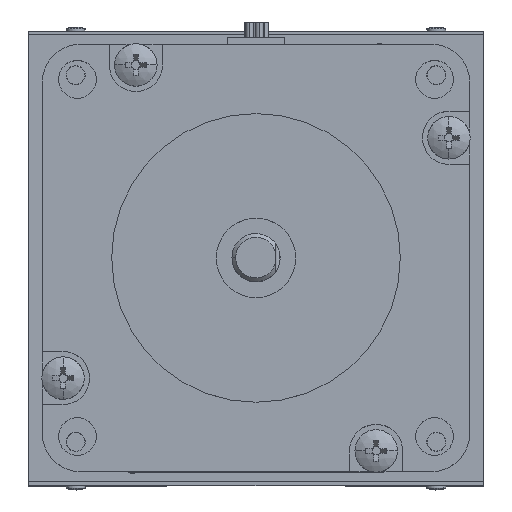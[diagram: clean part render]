
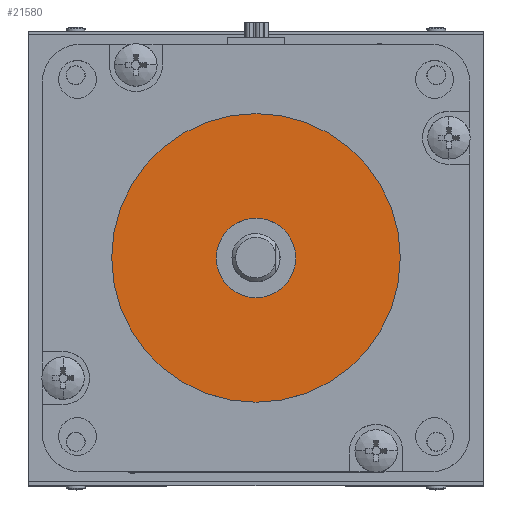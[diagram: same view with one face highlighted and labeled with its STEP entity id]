
A CAD part, top view. The second image highlights one B-rep face of the part: STEP entity #21580.
In plain terms, the highlighted planar face has unit normal (0, 0, 1).
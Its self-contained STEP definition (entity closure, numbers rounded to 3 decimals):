
#319 = DIRECTION ( 'NONE',  ( -1., 0., 0. ) ) ;
#2059 = EDGE_CURVE ( 'NONE', #26336, #27093, #13555, .T. ) ;
#2147 = CARTESIAN_POINT ( 'NONE',  ( 0., 0., 42.6 ) ) ;
#2627 = EDGE_LOOP ( 'NONE', ( #18691, #26948 ) ) ;
#3219 = EDGE_LOOP ( 'NONE', ( #17556, #16498 ) ) ;
#3464 = AXIS2_PLACEMENT_3D ( 'NONE', #14150, #21059, #14438 ) ;
#3480 = AXIS2_PLACEMENT_3D ( 'NONE', #21579, #10511, #12520 ) ;
#4004 = DIRECTION ( 'NONE',  ( 1., 0., 0. ) ) ;
#5117 = CARTESIAN_POINT ( 'NONE',  ( -19.05, 0., 42.6 ) ) ;
#6595 = FACE_OUTER_BOUND ( 'NONE', #3219, .T. ) ;
#6955 = DIRECTION ( 'NONE',  ( -1., 0., 0. ) ) ;
#8522 = AXIS2_PLACEMENT_3D ( 'NONE', #15544, #20287, #6955 ) ;
#10511 = DIRECTION ( 'NONE',  ( 0., 0., -1. ) ) ;
#10625 = EDGE_CURVE ( 'NONE', #21874, #15400, #16329, .T. ) ;
#11612 = CARTESIAN_POINT ( 'NONE',  ( 0., 0., 42.6 ) ) ;
#12520 = DIRECTION ( 'NONE',  ( 1., 0., 0. ) ) ;
#12882 = EDGE_CURVE ( 'NONE', #27093, #26336, #15385, .T. ) ;
#13555 = CIRCLE ( 'NONE', #3480, 19.05 ) ;
#13797 = CARTESIAN_POINT ( 'NONE',  ( 5.25, 0., 42.6 ) ) ;
#14150 = CARTESIAN_POINT ( 'NONE',  ( 0., 0., 42.6 ) ) ;
#14438 = DIRECTION ( 'NONE',  ( 1., 0., 0. ) ) ;
#15364 = CIRCLE ( 'NONE', #27274, 5.25 ) ;
#15385 = CIRCLE ( 'NONE', #3464, 19.05 ) ;
#15400 = VERTEX_POINT ( 'NONE', #16641 ) ;
#15544 = CARTESIAN_POINT ( 'NONE',  ( 0., 0., 42.6 ) ) ;
#16329 = CIRCLE ( 'NONE', #8522, 5.25 ) ;
#16498 = ORIENTED_EDGE ( 'NONE', *, *, #2059, .F. ) ;
#16641 = CARTESIAN_POINT ( 'NONE',  ( -5.25, 0., 42.6 ) ) ;
#17062 = DIRECTION ( 'NONE',  ( 0., 0., 1. ) ) ;
#17556 = ORIENTED_EDGE ( 'NONE', *, *, #12882, .F. ) ;
#18691 = ORIENTED_EDGE ( 'NONE', *, *, #21299, .T. ) ;
#19330 = AXIS2_PLACEMENT_3D ( 'NONE', #2147, #17062, #4004 ) ;
#20287 = DIRECTION ( 'NONE',  ( 0., 0., -1. ) ) ;
#21059 = DIRECTION ( 'NONE',  ( 0., 0., -1. ) ) ;
#21299 = EDGE_CURVE ( 'NONE', #15400, #21874, #15364, .T. ) ;
#21579 = CARTESIAN_POINT ( 'NONE',  ( 0., 0., 42.6 ) ) ;
#21580 = ADVANCED_FACE ( 'NONE', ( #23659, #6595 ), #27817, .T. ) ;
#21641 = CARTESIAN_POINT ( 'NONE',  ( 19.05, 0., 42.6 ) ) ;
#21874 = VERTEX_POINT ( 'NONE', #13797 ) ;
#23659 = FACE_BOUND ( 'NONE', #2627, .T. ) ;
#24535 = DIRECTION ( 'NONE',  ( 0., 0., -1. ) ) ;
#26336 = VERTEX_POINT ( 'NONE', #5117 ) ;
#26948 = ORIENTED_EDGE ( 'NONE', *, *, #10625, .T. ) ;
#27093 = VERTEX_POINT ( 'NONE', #21641 ) ;
#27274 = AXIS2_PLACEMENT_3D ( 'NONE', #11612, #24535, #319 ) ;
#27817 = PLANE ( 'NONE',  #19330 ) ;
